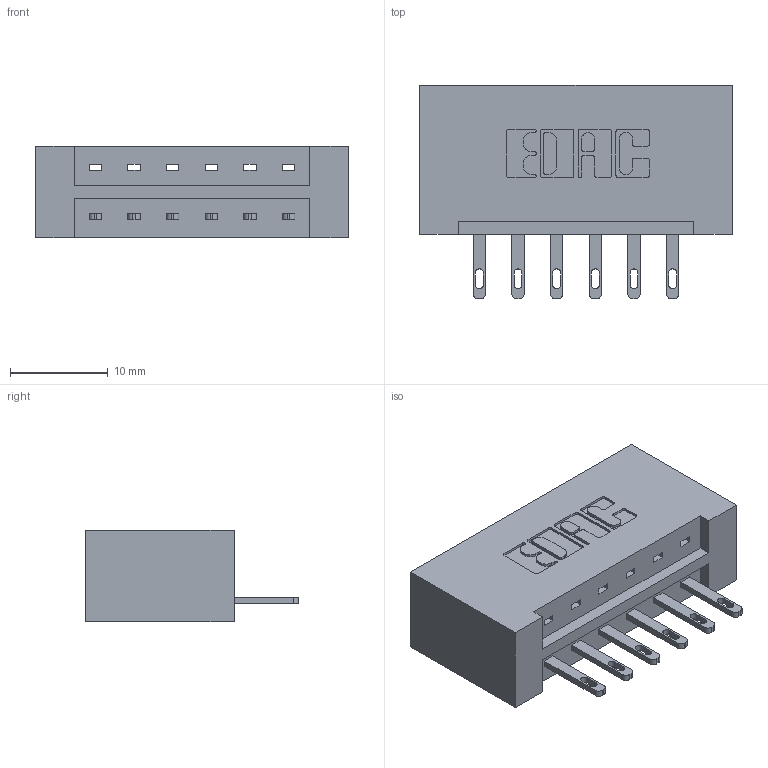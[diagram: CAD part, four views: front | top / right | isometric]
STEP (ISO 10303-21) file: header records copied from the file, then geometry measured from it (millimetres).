
FILE_DESCRIPTION (( 'STEP AP203' ), '1' );
FILE_NAME ('333-006-500-101.STEP', '2018-07-31T21:06:18', ( '' ), ( '' ), 'SwSTEP 2.0', 'SolidWorks 2016', '' );
FILE_SCHEMA (( 'CONFIG_CONTROL_DESIGN' ));
Length unit declared in the file: inch
Products named in the file (3): 333-006-500-101; 333 Part_Lugless; 345-292-001_345-293-100
Assembly tree (7 placements, depth 2):
  333-006-500-101
    333 Part_Lugless
    345-292-001_345-293-100  x6
Bounding box: 32.03 x 21.85 x 9.4 mm (x, y, z)
Volume: 3529.9 mm3; surface area: 3554.7 mm2
Topology: 7 solids, 7 shells, 430 faces, 1295 edges, 862 vertices
Faces by surface type: plane 282, cylinder 148
Entity records: 7977 total; most frequent: CARTESIAN_POINT 1388, ORIENTED_EDGE 1330, DIRECTION 1237, EDGE_CURVE 665, LINE 541, VECTOR 541, VERTEX_POINT 442, AXIS2_PLACEMENT_3D 348
